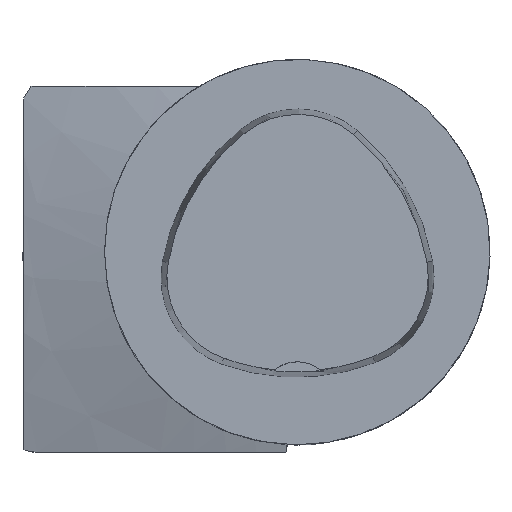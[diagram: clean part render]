
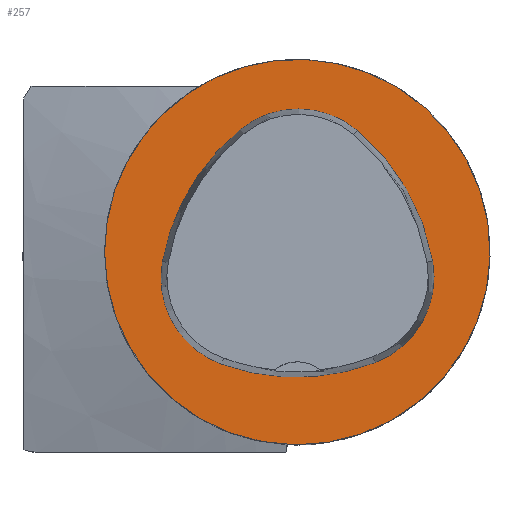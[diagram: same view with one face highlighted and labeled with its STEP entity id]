
A CAD part, top view. The second image highlights one B-rep face of the part: STEP entity #257.
In plain terms, the highlighted planar face has unit normal (0, 0, 1).
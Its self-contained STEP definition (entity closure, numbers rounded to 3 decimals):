
#97=FACE_BOUND('',#512,.T.);
#98=FACE_BOUND('',#513,.T.);
#173=CIRCLE('',#1932,31.5);
#178=CIRCLE('',#1954,36.);
#180=CIRCLE('',#1957,15.);
#182=CIRCLE('',#1960,36.);
#184=CIRCLE('',#1963,15.);
#188=CIRCLE('',#1968,36.);
#190=CIRCLE('',#1971,15.);
#257=ADVANCED_FACE('',(#97,#98),#332,.T.);
#332=PLANE('',#1976);
#512=EDGE_LOOP('',(#925,#926,#927,#928,#929,#930));
#513=EDGE_LOOP('',(#931));
#925=ORIENTED_EDGE('',*,*,#1443,.T.);
#926=ORIENTED_EDGE('',*,*,#1423,.T.);
#927=ORIENTED_EDGE('',*,*,#1427,.T.);
#928=ORIENTED_EDGE('',*,*,#1430,.T.);
#929=ORIENTED_EDGE('',*,*,#1433,.T.);
#930=ORIENTED_EDGE('',*,*,#1441,.T.);
#931=ORIENTED_EDGE('',*,*,#1382,.F.);
#1181=VERTEX_POINT('',#2992);
#1209=VERTEX_POINT('',#3092);
#1210=VERTEX_POINT('',#3093);
#1213=VERTEX_POINT('',#3101);
#1215=VERTEX_POINT('',#3107);
#1217=VERTEX_POINT('',#3113);
#1224=VERTEX_POINT('',#3134);
#1382=EDGE_CURVE('',#1181,#1181,#173,.T.);
#1423=EDGE_CURVE('',#1209,#1210,#178,.T.);
#1427=EDGE_CURVE('',#1210,#1213,#180,.T.);
#1430=EDGE_CURVE('',#1213,#1215,#182,.T.);
#1433=EDGE_CURVE('',#1215,#1217,#184,.T.);
#1441=EDGE_CURVE('',#1217,#1224,#188,.T.);
#1443=EDGE_CURVE('',#1224,#1209,#190,.T.);
#1932=AXIS2_PLACEMENT_3D('',#2991,#2268,#2269);
#1954=AXIS2_PLACEMENT_3D('',#3091,#2338,#2339);
#1957=AXIS2_PLACEMENT_3D('',#3100,#2346,#2347);
#1960=AXIS2_PLACEMENT_3D('',#3106,#2353,#2354);
#1963=AXIS2_PLACEMENT_3D('',#3112,#2360,#2361);
#1968=AXIS2_PLACEMENT_3D('',#3135,#2372,#2373);
#1971=AXIS2_PLACEMENT_3D('',#3138,#2378,#2379);
#1976=AXIS2_PLACEMENT_3D('',#3143,#2388,#2389);
#2268=DIRECTION('',(0.,0.,-1.));
#2269=DIRECTION('',(-1.,0.,0.));
#2338=DIRECTION('',(0.,0.,-1.));
#2339=DIRECTION('',(-1.,0.,0.));
#2346=DIRECTION('',(0.,0.,-1.));
#2347=DIRECTION('',(-1.,0.,0.));
#2353=DIRECTION('',(0.,0.,-1.));
#2354=DIRECTION('',(-1.,0.,0.));
#2360=DIRECTION('',(0.,0.,-1.));
#2361=DIRECTION('',(-1.,0.,0.));
#2372=DIRECTION('',(0.,0.,-1.));
#2373=DIRECTION('',(-1.,0.,0.));
#2378=DIRECTION('',(0.,0.,-1.));
#2379=DIRECTION('',(-1.,0.,0.));
#2388=DIRECTION('',(0.,0.,1.));
#2389=DIRECTION('',(1.,0.,0.));
#2991=CARTESIAN_POINT('',(0.,0.,0.));
#2992=CARTESIAN_POINT('',(-31.5,0.,0.));
#3091=CARTESIAN_POINT('',(13.398,-7.893,0.));
#3092=CARTESIAN_POINT('',(-22.041,-1.562,0.));
#3093=CARTESIAN_POINT('',(-9.317,20.036,0.));
#3100=CARTESIAN_POINT('',(0.148,8.399,0.));
#3101=CARTESIAN_POINT('',(9.779,19.898,0.));
#3106=CARTESIAN_POINT('',(-13.337,-7.7,0.));
#3107=CARTESIAN_POINT('',(22.122,-1.48,0.));
#3112=CARTESIAN_POINT('',(7.347,-4.071,0.));
#3113=CARTESIAN_POINT('',(12.693,-18.087,0.));
#3134=CARTESIAN_POINT('',(-12.373,-18.307,0.));
#3135=CARTESIAN_POINT('',(-0.137,15.55,0.));
#3138=CARTESIAN_POINT('',(-7.275,-4.2,0.));
#3143=CARTESIAN_POINT('',(0.,0.,0.));
